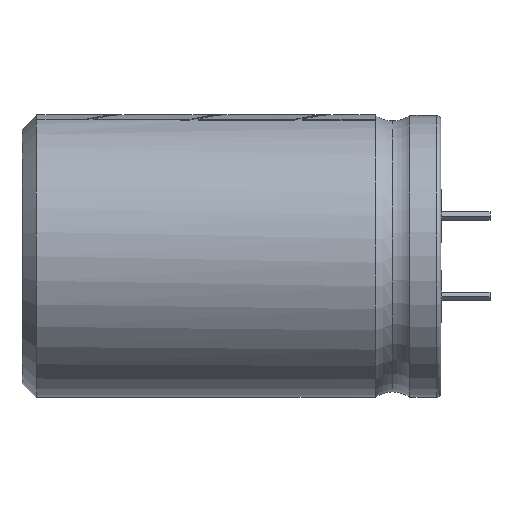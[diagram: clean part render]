
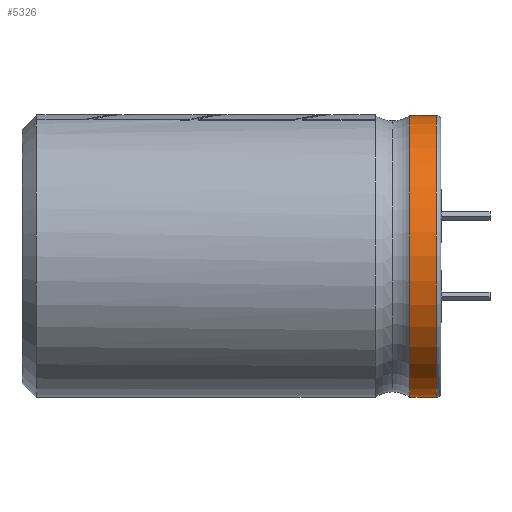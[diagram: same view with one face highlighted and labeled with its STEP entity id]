
A CAD part, left-side view. The second image highlights one B-rep face of the part: STEP entity #5326.
In plain terms, the highlighted cylindrical face has radius 17.5 mm (diameter 35 mm), a partial arc.
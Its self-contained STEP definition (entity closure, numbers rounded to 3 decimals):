
#23 = VECTOR ( 'NONE', #6151, 1000. ) ;
#318 = CARTESIAN_POINT ( 'NONE',  ( 0., -24.928, 0. ) ) ;
#444 = CARTESIAN_POINT ( 'NONE',  ( 0., -21.625, -17.5 ) ) ;
#895 = ORIENTED_EDGE ( 'NONE', *, *, #4433, .T. ) ;
#1796 = CARTESIAN_POINT ( 'NONE',  ( 0., 32.893, 0. ) ) ;
#2060 = DIRECTION ( 'NONE',  ( 0., 1., 0. ) ) ;
#2789 = VECTOR ( 'NONE', #2060, 1000. ) ;
#3109 = DIRECTION ( 'NONE',  ( 0., 0., 1. ) ) ;
#3245 = DIRECTION ( 'NONE',  ( 0., 1., 0. ) ) ;
#3845 = EDGE_CURVE ( 'NONE', #13268, #6127, #13016, .T. ) ;
#3919 = EDGE_LOOP ( 'NONE', ( #11974, #6164, #895, #10004 ) ) ;
#4174 = CARTESIAN_POINT ( 'NONE',  ( 0., -24.928, 17.5 ) ) ;
#4433 = EDGE_CURVE ( 'NONE', #14263, #6127, #12657, .T. ) ;
#4829 = DIRECTION ( 'NONE',  ( 0., 1., 0. ) ) ;
#5326 = ADVANCED_FACE ( 'NONE', ( #12749 ), #9258, .T. ) ;
#5470 = LINE ( 'NONE', #9805, #2789 ) ;
#6127 = VERTEX_POINT ( 'NONE', #11488 ) ;
#6151 = DIRECTION ( 'NONE',  ( 0., 1., 0. ) ) ;
#6164 = ORIENTED_EDGE ( 'NONE', *, *, #12104, .T. ) ;
#6350 = AXIS2_PLACEMENT_3D ( 'NONE', #318, #4829, #7250 ) ;
#6757 = EDGE_CURVE ( 'NONE', #7486, #13268, #5470, .T. ) ;
#7027 = CARTESIAN_POINT ( 'NONE',  ( 0., 32.893, 17.5 ) ) ;
#7075 = CARTESIAN_POINT ( 'NONE',  ( 0., -24.928, -17.5 ) ) ;
#7250 = DIRECTION ( 'NONE',  ( 0., 0., 1. ) ) ;
#7486 = VERTEX_POINT ( 'NONE', #7075 ) ;
#9258 = CYLINDRICAL_SURFACE ( 'NONE', #12431, 17.5 ) ;
#9805 = CARTESIAN_POINT ( 'NONE',  ( 0., 32.893, -17.5 ) ) ;
#10004 = ORIENTED_EDGE ( 'NONE', *, *, #3845, .F. ) ;
#10810 = DIRECTION ( 'NONE',  ( 0., 0., 1. ) ) ;
#11488 = CARTESIAN_POINT ( 'NONE',  ( 0., -21.625, 17.5 ) ) ;
#11965 = CARTESIAN_POINT ( 'NONE',  ( 0., -21.625, 0. ) ) ;
#11974 = ORIENTED_EDGE ( 'NONE', *, *, #6757, .F. ) ;
#12104 = EDGE_CURVE ( 'NONE', #7486, #14263, #13400, .T. ) ;
#12431 = AXIS2_PLACEMENT_3D ( 'NONE', #1796, #14077, #10810 ) ;
#12657 = LINE ( 'NONE', #7027, #23 ) ;
#12749 = FACE_OUTER_BOUND ( 'NONE', #3919, .T. ) ;
#13016 = CIRCLE ( 'NONE', #14201, 17.5 ) ;
#13268 = VERTEX_POINT ( 'NONE', #444 ) ;
#13400 = CIRCLE ( 'NONE', #6350, 17.5 ) ;
#14077 = DIRECTION ( 'NONE',  ( 0., 1., 0. ) ) ;
#14201 = AXIS2_PLACEMENT_3D ( 'NONE', #11965, #3245, #3109 ) ;
#14263 = VERTEX_POINT ( 'NONE', #4174 ) ;
